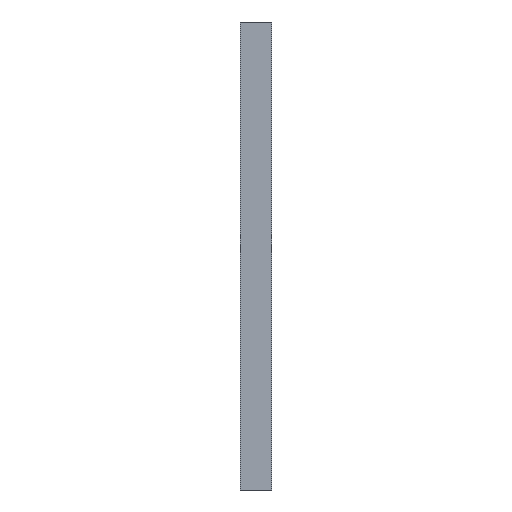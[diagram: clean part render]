
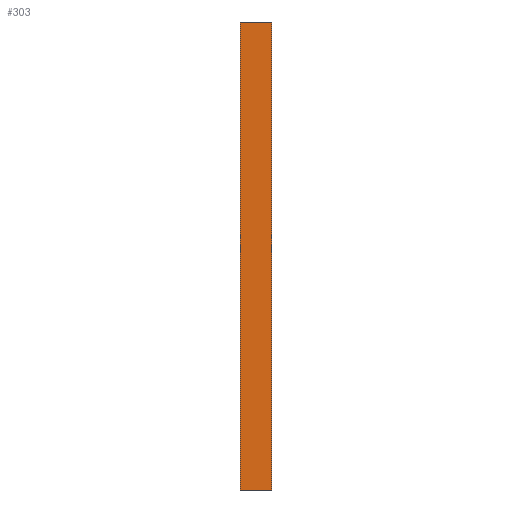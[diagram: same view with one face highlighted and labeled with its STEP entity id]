
A CAD part, front view. The second image highlights one B-rep face of the part: STEP entity #303.
In plain terms, the highlighted planar face has unit normal (0, -1, 0).
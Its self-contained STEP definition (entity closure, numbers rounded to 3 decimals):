
#36=DIRECTION('',(1.,0.,0.));
#37=VECTOR('',#36,199.);
#38=CARTESIAN_POINT('',(-99.5,12.,-1500.));
#39=LINE('',#38,#37);
#65=DIRECTION('',(0.,0.,1.));
#66=VECTOR('',#65,3000.);
#67=CARTESIAN_POINT('',(99.5,12.,-1500.));
#68=LINE('',#67,#66);
#69=DIRECTION('',(0.,0.,1.));
#70=VECTOR('',#69,3000.);
#71=CARTESIAN_POINT('',(-99.5,12.,-1500.));
#72=LINE('',#71,#70);
#118=DIRECTION('',(1.,0.,0.));
#119=VECTOR('',#118,199.);
#120=CARTESIAN_POINT('',(-99.5,12.,1500.));
#121=LINE('',#120,#119);
#169=CARTESIAN_POINT('',(-99.5,12.,-1500.));
#170=VERTEX_POINT('',#169);
#171=CARTESIAN_POINT('',(99.5,12.,-1500.));
#172=VERTEX_POINT('',#171);
#193=CARTESIAN_POINT('',(-99.5,12.,1500.));
#194=VERTEX_POINT('',#193);
#195=CARTESIAN_POINT('',(99.5,12.,1500.));
#196=VERTEX_POINT('',#195);
#290=CARTESIAN_POINT('',(-99.5,12.,-1500.));
#291=DIRECTION('',(0.,-1.,0.));
#292=DIRECTION('',(1.,0.,0.));
#293=AXIS2_PLACEMENT_3D('',#290,#291,#292);
#294=PLANE('',#293);
#295=ORIENTED_EDGE('',*,*,#222,.F.);
#297=ORIENTED_EDGE('',*,*,#296,.T.);
#299=ORIENTED_EDGE('',*,*,#298,.T.);
#300=ORIENTED_EDGE('',*,*,#282,.F.);
#301=EDGE_LOOP('',(#295,#297,#299,#300));
#302=FACE_OUTER_BOUND('',#301,.F.);
#303=ADVANCED_FACE('',(#302),#294,.T.);
#222=EDGE_CURVE('',#170,#172,#39,.T.);
#282=EDGE_CURVE('',#172,#196,#68,.T.);
#296=EDGE_CURVE('',#170,#194,#72,.T.);
#298=EDGE_CURVE('',#194,#196,#121,.T.);
